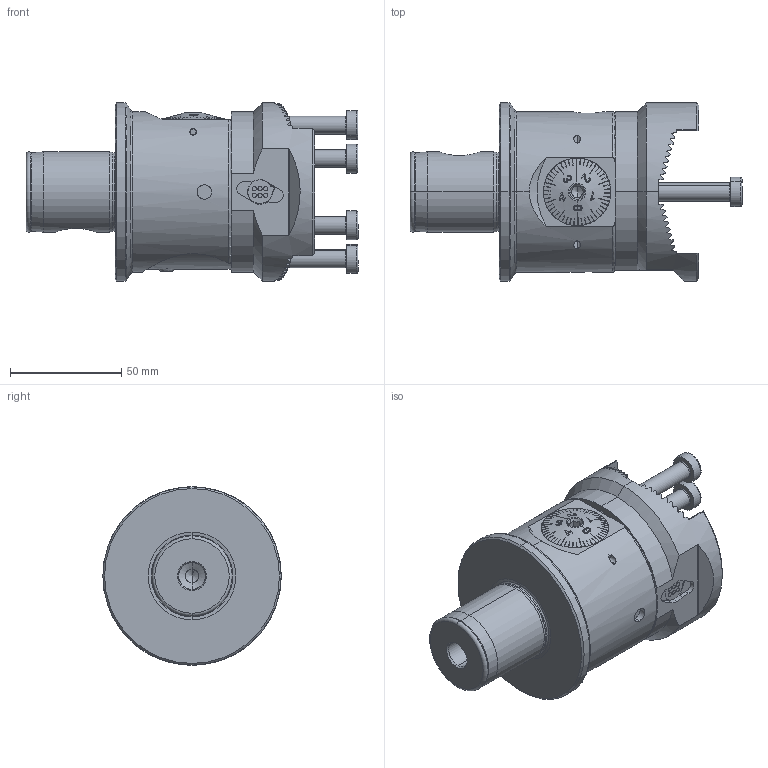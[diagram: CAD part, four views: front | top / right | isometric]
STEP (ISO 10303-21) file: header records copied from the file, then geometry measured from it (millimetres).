
FILE_DESCRIPTION (( 'STEP AP214' ), '1' );
FILE_NAME ('C45.080.086.112.STEP', '2024-07-25T08:58:03', ( '' ), ( '' ), 'SwSTEP 2.0', 'SolidWorks 2022', '' );
FILE_SCHEMA (( 'AUTOMOTIVE_DESIGN' ));
Length unit declared in the file: millimetre
Products named in the file (19): F00-BG5.DA1.037_A; WH8-F00.DA1.112_A; Fxx-MAB.xxx.xxx_A_F32x1.3; ISO 2338 - 3 h8 x 6_PreviewCfg; A55-BG2.001.000_B; F00-BG6.001.008_A; F00-BG1.001.046_A; ISO 4762 - M8 x 60_PreviewCfg; PEF-DA1.010.032_A; KU1-U10.001.010_2; KU1-U10.001.010_1; ISO 4762 - M6 x 35; DIN 3771 - 24x1.5; KU1-U10.001.010; PEE-DA1.011.026_A; F72-BG3.003.013_A; F00-ER1.101.045_A_PreviewCfg; C45.080.086.112; A55-BG3.002.016_A
Assembly tree (27 placements, depth 3):
  C45.080.086.112
    WH8-F00.DA1.112_A
    F00-BG1.001.046_A
    F00-BG6.001.008_A  x2
    F00-ER1.101.045_A_PreviewCfg  x4
    ISO 4762 - M6 x 35  x4
    KU1-U10.001.010
      KU1-U10.001.010_1
      KU1-U10.001.010_2
    F00-BG5.DA1.037_A
    ISO 2338 - 3 h8 x 6_PreviewCfg  x3
    A55-BG2.001.000_B
    A55-BG3.002.016_A
    F72-BG3.003.013_A
    DIN 3771 - 24x1.5
    ISO 4762 - M8 x 60_PreviewCfg
    Fxx-MAB.xxx.xxx_A_F32x1.3
    PEF-DA1.010.032_A
    PEE-DA1.011.026_A
Bounding box: 148.97 x 80 x 80 mm (x, y, z)
Volume: 356644.2 mm3; surface area: 94311.1 mm2
Topology: 26 solids, 26 shells, 1187 faces, 3013 edges, 1893 vertices
Faces by surface type: plane 555, cylinder 270, cone 218, torus 76, bspline 64, sphere 4
Entity records: 42158 total; most frequent: CARTESIAN_POINT 12484, ORIENTED_EDGE 5174, DIRECTION 4495, EDGE_CURVE 2587, AXIS2_PLACEMENT_3D 1703, VERTEX_POINT 1665, EDGE_LOOP 1096, LINE 1089
